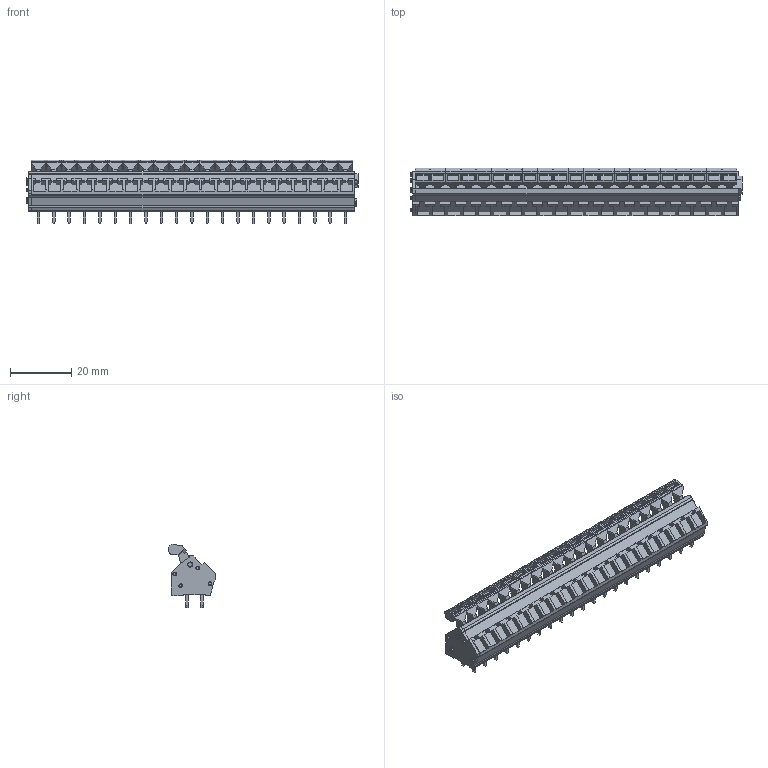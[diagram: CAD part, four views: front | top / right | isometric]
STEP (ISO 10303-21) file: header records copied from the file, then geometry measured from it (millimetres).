
FILE_DESCRIPTION(('CATIA V5 STEP Exchange','CAx-IF Rec.Pracs.--- Model Styling and Organization---1.4--- 2014-01-23'),'2;1');
FILE_NAME ('028351-2_0_1958470000_1958470000.stp','2022-09-09T11:28:30+00:00',('none'),('Weidmueller'),'CATIA Version 5-6 Release 2016 SP3 HF44','CATIA V5 STEP AP214','none');
FILE_SCHEMA(('AUTOMOTIVE_DESIGN { 1 0 10303 214 1 1 1 1 }'));
Products named in the file (1): 1958470000
Bounding box: 108.1 x 15.6 x 20.65 mm (x, y, z)
Volume: 15873.2 mm3; surface area: 10510.8 mm2
Topology: 65 solids, 65 shells, 1877 faces, 5072 edges, 3372 vertices
Faces by surface type: plane 1528, cylinder 325, cone 16, torus 8
Entity records: 57635 total; most frequent: CARTESIAN_POINT 10962, ORIENTED_EDGE 10144, DIRECTION 7756, EDGE_CURVE 5072, VECTOR 4394, LINE 4394, VERTEX_POINT 3372, EDGE_LOOP 1924
